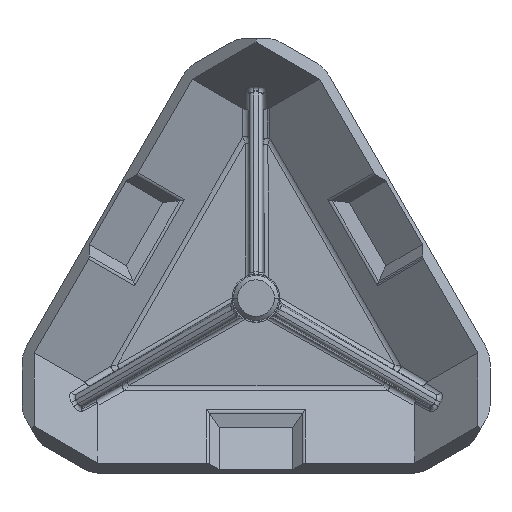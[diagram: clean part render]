
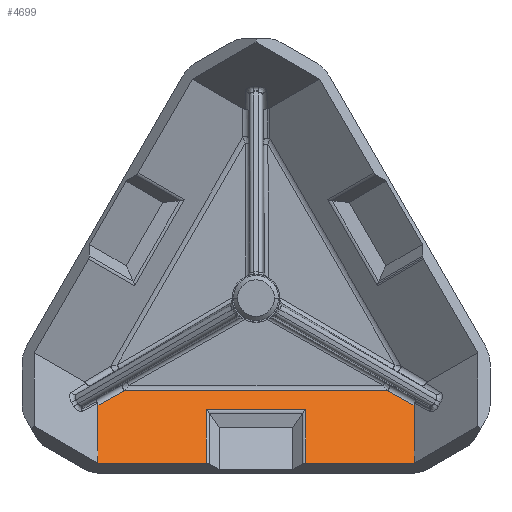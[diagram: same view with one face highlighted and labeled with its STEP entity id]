
A CAD part, top view. The second image highlights one B-rep face of the part: STEP entity #4699.
In plain terms, the highlighted planar face has unit normal (0, 0.577, 0.817).
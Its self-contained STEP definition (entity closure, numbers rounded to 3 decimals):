
#4 = EDGE_CURVE ( 'NONE', #196, #972, #2800, .T. ) ;
#80 = ORIENTED_EDGE ( 'NONE', *, *, #4, .T. ) ;
#91 = EDGE_CURVE ( 'NONE', #196, #2900, #1476, .T. ) ;
#167 = CARTESIAN_POINT ( 'NONE',  ( -15.109, -10.577, -32.654 ) ) ;
#196 = VERTEX_POINT ( 'NONE', #773 ) ;
#205 = CARTESIAN_POINT ( 'NONE',  ( 5.707, -18.919, -26.755 ) ) ;
#234 = ORIENTED_EDGE ( 'NONE', *, *, #3824, .T. ) ;
#394 = CARTESIAN_POINT ( 'NONE',  ( -18.143, -12.278, -31.451 ) ) ;
#622 = DIRECTION ( 'NONE',  ( 1., 0., 0. ) ) ;
#657 = ORIENTED_EDGE ( 'NONE', *, *, #1202, .T. ) ;
#664 = DIRECTION ( 'NONE',  ( 0., -0.816, 0.577 ) ) ;
#712 = VECTOR ( 'NONE', #664, 1000. ) ;
#730 = CARTESIAN_POINT ( 'NONE',  ( -18.143, -18.919, -26.755 ) ) ;
#773 = CARTESIAN_POINT ( 'NONE',  ( -5.707, -18.919, -26.755 ) ) ;
#824 = VECTOR ( 'NONE', #3581, 1000. ) ;
#832 = VECTOR ( 'NONE', #2412, 1000. ) ;
#851 = EDGE_CURVE ( 'NONE', #3326, #3734, #2510, .T. ) ;
#935 = CARTESIAN_POINT ( 'NONE',  ( -14.646, -10.577, -32.654 ) ) ;
#946 = CARTESIAN_POINT ( 'NONE',  ( -8.505, 2.655, -42.01 ) ) ;
#972 = VERTEX_POINT ( 'NONE', #1033 ) ;
#1015 = CARTESIAN_POINT ( 'NONE',  ( 18.143, -12.278, -31.451 ) ) ;
#1033 = CARTESIAN_POINT ( 'NONE',  ( -5.707, -12.789, -31.09 ) ) ;
#1177 = VERTEX_POINT ( 'NONE', #2163 ) ;
#1202 = EDGE_CURVE ( 'NONE', #3709, #3326, #3292, .T. ) ;
#1339 = ORIENTED_EDGE ( 'NONE', *, *, #91, .F. ) ;
#1344 = VERTEX_POINT ( 'NONE', #394 ) ;
#1393 = CARTESIAN_POINT ( 'NONE',  ( -18.972, -12.789, -31.09 ) ) ;
#1465 = CARTESIAN_POINT ( 'NONE',  ( -18.972, -18.919, -26.755 ) ) ;
#1476 = LINE ( 'NONE', #1465, #4245 ) ;
#1496 = LINE ( 'NONE', #3521, #3325 ) ;
#1521 = VECTOR ( 'NONE', #2453, 1000. ) ;
#1552 = EDGE_CURVE ( 'NONE', #3709, #4691, #3931, .T. ) ;
#1677 = CARTESIAN_POINT ( 'NONE',  ( -18.972, -18.919, -26.755 ) ) ;
#1841 = DIRECTION ( 'NONE',  ( -1., 0., 0. ) ) ;
#1846 = LINE ( 'NONE', #3198, #832 ) ;
#1899 = EDGE_CURVE ( 'NONE', #1177, #4691, #1846, .T. ) ;
#2074 = VECTOR ( 'NONE', #4598, 1000. ) ;
#2163 = CARTESIAN_POINT ( 'NONE',  ( 5.707, -12.789, -31.09 ) ) ;
#2219 = ORIENTED_EDGE ( 'NONE', *, *, #1552, .F. ) ;
#2226 = ORIENTED_EDGE ( 'NONE', *, *, #4099, .T. ) ;
#2244 = ORIENTED_EDGE ( 'NONE', *, *, #4757, .T. ) ;
#2412 = DIRECTION ( 'NONE',  ( 0., -0.816, 0.577 ) ) ;
#2453 = DIRECTION ( 'NONE',  ( -0.825, 0.462, -0.327 ) ) ;
#2482 = DIRECTION ( 'NONE',  ( 0., 0.816, -0.577 ) ) ;
#2497 = PLANE ( 'NONE',  #3590 ) ;
#2510 = LINE ( 'NONE', #946, #1521 ) ;
#2800 = LINE ( 'NONE', #3901, #4712 ) ;
#2814 = LINE ( 'NONE', #1393, #824 ) ;
#2863 = DIRECTION ( 'NONE',  ( 0., 0.577, 0.816 ) ) ;
#2897 = EDGE_LOOP ( 'NONE', ( #1339, #80, #4460, #3297, #2219, #657, #4125, #2226, #234, #2244 ) ) ;
#2900 = VERTEX_POINT ( 'NONE', #730 ) ;
#2914 = CARTESIAN_POINT ( 'NONE',  ( -18.143, -18.919, -26.755 ) ) ;
#2929 = FACE_OUTER_BOUND ( 'NONE', #2897, .T. ) ;
#3099 = CARTESIAN_POINT ( 'NONE',  ( 18.143, -18.919, -26.755 ) ) ;
#3116 = CARTESIAN_POINT ( 'NONE',  ( 15.109, -10.577, -32.654 ) ) ;
#3151 = LINE ( 'NONE', #935, #2074 ) ;
#3198 = CARTESIAN_POINT ( 'NONE',  ( 5.707, -18.919, -26.755 ) ) ;
#3292 = LINE ( 'NONE', #3962, #4008 ) ;
#3297 = ORIENTED_EDGE ( 'NONE', *, *, #1899, .T. ) ;
#3325 = VECTOR ( 'NONE', #3872, 1000. ) ;
#3326 = VERTEX_POINT ( 'NONE', #1015 ) ;
#3521 = CARTESIAN_POINT ( 'NONE',  ( -17.29, -11.799, -31.79 ) ) ;
#3581 = DIRECTION ( 'NONE',  ( 1., 0., 0. ) ) ;
#3590 = AXIS2_PLACEMENT_3D ( 'NONE', #4274, #2863, #622 ) ;
#3610 = DIRECTION ( 'NONE',  ( 0., 0.816, -0.577 ) ) ;
#3709 = VERTEX_POINT ( 'NONE', #3099 ) ;
#3734 = VERTEX_POINT ( 'NONE', #3116 ) ;
#3809 = VECTOR ( 'NONE', #4597, 1000. ) ;
#3824 = EDGE_CURVE ( 'NONE', #4108, #1344, #1496, .T. ) ;
#3872 = DIRECTION ( 'NONE',  ( -0.825, -0.462, 0.327 ) ) ;
#3901 = CARTESIAN_POINT ( 'NONE',  ( -5.707, -12.958, -30.97 ) ) ;
#3931 = LINE ( 'NONE', #1677, #3809 ) ;
#3962 = CARTESIAN_POINT ( 'NONE',  ( 18.143, -10.475, -32.726 ) ) ;
#4008 = VECTOR ( 'NONE', #3610, 1000. ) ;
#4099 = EDGE_CURVE ( 'NONE', #3734, #4108, #3151, .T. ) ;
#4108 = VERTEX_POINT ( 'NONE', #167 ) ;
#4125 = ORIENTED_EDGE ( 'NONE', *, *, #851, .T. ) ;
#4245 = VECTOR ( 'NONE', #1841, 1000. ) ;
#4274 = CARTESIAN_POINT ( 'NONE',  ( -18.972, -9.799, -33.204 ) ) ;
#4378 = LINE ( 'NONE', #2914, #712 ) ;
#4460 = ORIENTED_EDGE ( 'NONE', *, *, #4715, .T. ) ;
#4597 = DIRECTION ( 'NONE',  ( -1., 0., 0. ) ) ;
#4598 = DIRECTION ( 'NONE',  ( -1., 0., 0. ) ) ;
#4691 = VERTEX_POINT ( 'NONE', #205 ) ;
#4699 = ADVANCED_FACE ( 'NONE', ( #2929 ), #2497, .T. ) ;
#4712 = VECTOR ( 'NONE', #2482, 1000. ) ;
#4715 = EDGE_CURVE ( 'NONE', #972, #1177, #2814, .T. ) ;
#4757 = EDGE_CURVE ( 'NONE', #1344, #2900, #4378, .T. ) ;
